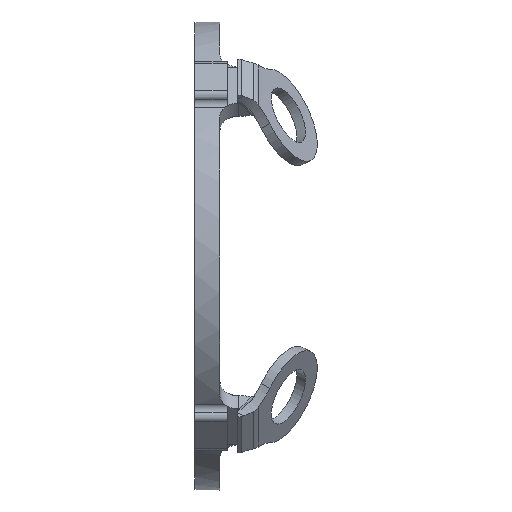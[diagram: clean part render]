
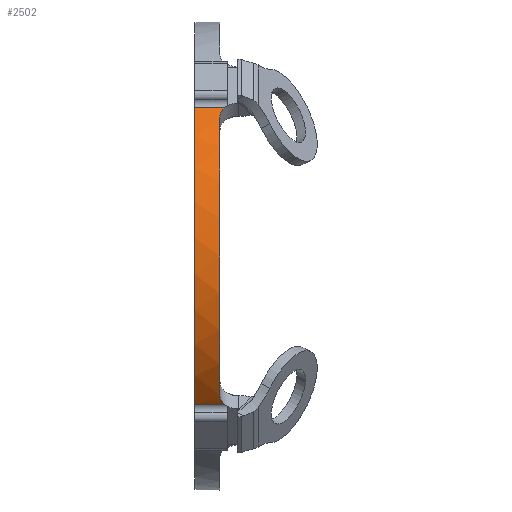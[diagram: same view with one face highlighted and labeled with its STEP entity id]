
A CAD part, left-side view. The second image highlights one B-rep face of the part: STEP entity #2502.
In plain terms, the highlighted cylindrical face has radius 34.341 mm (diameter 68.681 mm), a partial arc.
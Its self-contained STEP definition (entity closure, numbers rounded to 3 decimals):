
#173=CIRCLE('',#2770,34.341);
#176=CIRCLE('',#2776,34.341);
#359=FACE_OUTER_BOUND('',#498,.T.);
#498=EDGE_LOOP('',(#2226,#2227,#2228,#2229,#2230,#2231));
#536=B_SPLINE_CURVE_WITH_KNOTS('',3,(#3975,#3976,#3977,#3978,#3979,#3980),
 .UNSPECIFIED.,.F.,.F.,(4,2,4),(0.239,0.339,0.452),
 .UNSPECIFIED.);
#562=B_SPLINE_CURVE_WITH_KNOTS('',3,(#4491,#4492,#4493,#4494,#4495,#4496),
 .UNSPECIFIED.,.F.,.F.,(4,2,4),(0.239,0.339,0.452),
 .UNSPECIFIED.);
#638=LINE('',#3911,#826);
#732=LINE('',#4424,#920);
#826=VECTOR('',#3050,10.);
#920=VECTOR('',#3402,10.);
#1068=VERTEX_POINT('',#3905);
#1069=VERTEX_POINT('',#3910);
#1081=VERTEX_POINT('',#3973);
#1190=VERTEX_POINT('',#4421);
#1191=VERTEX_POINT('',#4423);
#1203=VERTEX_POINT('',#4490);
#1351=EDGE_CURVE('',#1069,#1068,#638,.T.);
#1375=EDGE_CURVE('',#1068,#1081,#536,.T.);
#1535=EDGE_CURVE('',#1190,#1191,#732,.T.);
#1559=EDGE_CURVE('',#1191,#1203,#562,.T.);
#1561=EDGE_CURVE('',#1203,#1081,#173,.T.);
#1566=EDGE_CURVE('',#1190,#1069,#176,.T.);
#2226=ORIENTED_EDGE('',*,*,#1535,.F.);
#2227=ORIENTED_EDGE('',*,*,#1566,.T.);
#2228=ORIENTED_EDGE('',*,*,#1351,.T.);
#2229=ORIENTED_EDGE('',*,*,#1375,.T.);
#2230=ORIENTED_EDGE('',*,*,#1561,.F.);
#2231=ORIENTED_EDGE('',*,*,#1559,.F.);
#2380=CYLINDRICAL_SURFACE('',#2775,34.341);
#2502=ADVANCED_FACE('',(#359),#2380,.T.);
#2770=AXIS2_PLACEMENT_3D('',#4499,#3451,#3452);
#2775=AXIS2_PLACEMENT_3D('',#4516,#3462,#3463);
#2776=AXIS2_PLACEMENT_3D('',#4517,#3464,#3465);
#3050=DIRECTION('',(0.,-1.,0.));
#3402=DIRECTION('',(0.,-1.,0.));
#3451=DIRECTION('center_axis',(0.,-1.,0.));
#3452=DIRECTION('ref_axis',(1.,0.,0.));
#3462=DIRECTION('center_axis',(0.,1.,0.));
#3463=DIRECTION('ref_axis',(1.,0.,0.));
#3464=DIRECTION('center_axis',(0.,-1.,0.));
#3465=DIRECTION('ref_axis',(1.,0.,0.));
#3905=CARTESIAN_POINT('',(-23.677,1.21,-23.586));
#3910=CARTESIAN_POINT('',(-23.677,6.,-23.586));
#3911=CARTESIAN_POINT('',(-23.677,2.,-23.586));
#3973=CARTESIAN_POINT('',(-25.028,2.,-22.068));
#3975=CARTESIAN_POINT('Ctrl Pts',(-23.677,1.21,-23.586));
#3976=CARTESIAN_POINT('Ctrl Pts',(-23.849,1.44,-23.404));
#3977=CARTESIAN_POINT('Ctrl Pts',(-24.055,1.636,-23.181));
#3978=CARTESIAN_POINT('Ctrl Pts',(-24.522,1.925,-22.661));
#3979=CARTESIAN_POINT('Ctrl Pts',(-24.786,2.,-22.357));
#3980=CARTESIAN_POINT('Ctrl Pts',(-25.028,2.,-22.068));
#4421=CARTESIAN_POINT('',(-23.677,6.,23.586));
#4423=CARTESIAN_POINT('',(-23.677,1.21,23.586));
#4424=CARTESIAN_POINT('',(-23.677,2.,23.586));
#4490=CARTESIAN_POINT('',(-25.028,2.,22.068));
#4491=CARTESIAN_POINT('Ctrl Pts',(-23.677,1.21,23.586));
#4492=CARTESIAN_POINT('Ctrl Pts',(-23.849,1.44,23.404));
#4493=CARTESIAN_POINT('Ctrl Pts',(-24.055,1.636,23.181));
#4494=CARTESIAN_POINT('Ctrl Pts',(-24.522,1.925,22.661));
#4495=CARTESIAN_POINT('Ctrl Pts',(-24.786,2.,22.357));
#4496=CARTESIAN_POINT('Ctrl Pts',(-25.028,2.,22.068));
#4499=CARTESIAN_POINT('Origin',(1.282,2.,0.));
#4516=CARTESIAN_POINT('Origin',(1.282,2.,0.));
#4517=CARTESIAN_POINT('Origin',(1.282,6.,0.));
